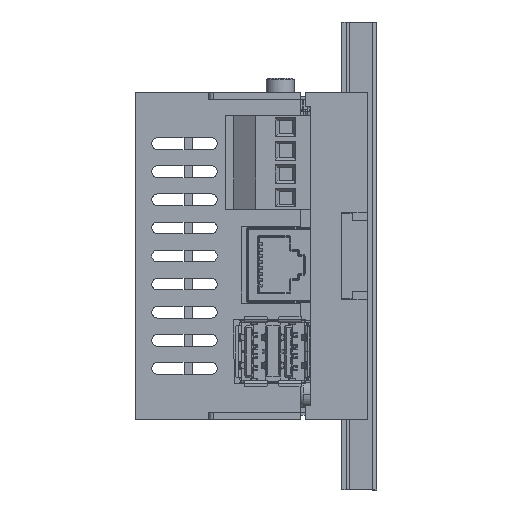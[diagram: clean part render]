
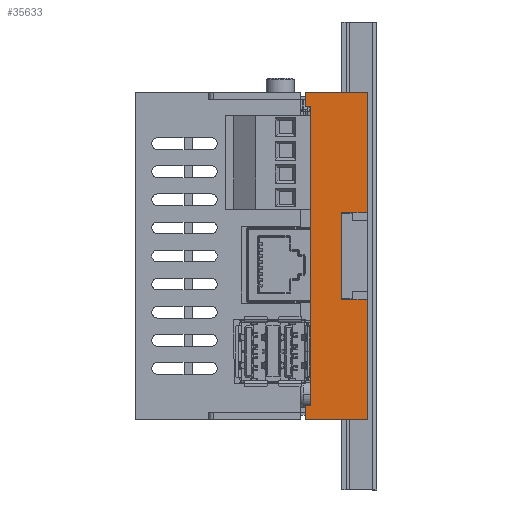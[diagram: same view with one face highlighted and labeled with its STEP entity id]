
A CAD part, left-side view. The second image highlights one B-rep face of the part: STEP entity #35633.
In plain terms, the highlighted face is planar.
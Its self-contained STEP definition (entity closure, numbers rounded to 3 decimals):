
#494 = LINE ( 'NONE', #133023, #6705 ) ;
#3758 = DIRECTION ( 'NONE',  ( 0., -1., 0. ) ) ;
#5208 = VERTEX_POINT ( 'NONE', #134059 ) ;
#6705 = VECTOR ( 'NONE', #39483, 1000. ) ;
#9755 = ORIENTED_EDGE ( 'NONE', *, *, #158403, .F. ) ;
#10669 = CARTESIAN_POINT ( 'NONE',  ( -35., -6.25, -55. ) ) ;
#17008 = VERTEX_POINT ( 'NONE', #38218 ) ;
#19046 = CARTESIAN_POINT ( 'NONE',  ( 35., -6.25, -55. ) ) ;
#21054 = CARTESIAN_POINT ( 'NONE',  ( 35., -6.25, -55. ) ) ;
#21366 = ORIENTED_EDGE ( 'NONE', *, *, #76234, .F. ) ;
#22693 = VECTOR ( 'NONE', #109163, 1000. ) ;
#23466 = PLANE ( 'NONE',  #43352 ) ;
#23720 = VERTEX_POINT ( 'NONE', #71448 ) ;
#29083 = VECTOR ( 'NONE', #123368, 1000. ) ;
#30965 = VECTOR ( 'NONE', #133704, 1000. ) ;
#31656 = ORIENTED_EDGE ( 'NONE', *, *, #166628, .F. ) ;
#33000 = DIRECTION ( 'NONE',  ( 1., 0., 0. ) ) ;
#33592 = DIRECTION ( 'NONE',  ( 1., 0., 0. ) ) ;
#34048 = CARTESIAN_POINT ( 'NONE',  ( -35., 7., -55. ) ) ;
#34871 = CARTESIAN_POINT ( 'NONE',  ( 35., 7., -55. ) ) ;
#35633 = ADVANCED_FACE ( 'NONE', ( #38083 ), #23466, .F. ) ;
#38083 = FACE_OUTER_BOUND ( 'NONE', #123407, .T. ) ;
#38218 = CARTESIAN_POINT ( 'NONE',  ( -9.25, 7., -55. ) ) ;
#39483 = DIRECTION ( 'NONE',  ( 0., -1., 0. ) ) ;
#41169 = CARTESIAN_POINT ( 'NONE',  ( -35., 7., -55. ) ) ;
#42536 = CARTESIAN_POINT ( 'NONE',  ( -35., 7., -55. ) ) ;
#42632 = VECTOR ( 'NONE', #78379, 1000. ) ;
#43352 = AXIS2_PLACEMENT_3D ( 'NONE', #156692, #87824, #155011 ) ;
#44565 = LINE ( 'NONE', #100207, #84317 ) ;
#49015 = CARTESIAN_POINT ( 'NONE',  ( 9.25, 1.5, -55. ) ) ;
#52954 = ORIENTED_EDGE ( 'NONE', *, *, #165513, .T. ) ;
#56032 = LINE ( 'NONE', #42536, #22693 ) ;
#59625 = VECTOR ( 'NONE', #33000, 1000. ) ;
#66273 = ORIENTED_EDGE ( 'NONE', *, *, #97913, .T. ) ;
#67343 = CARTESIAN_POINT ( 'NONE',  ( 35., -6.25, -55. ) ) ;
#67439 = ORIENTED_EDGE ( 'NONE', *, *, #126981, .F. ) ;
#67830 = CARTESIAN_POINT ( 'NONE',  ( -32., -5.1, -55. ) ) ;
#69965 = VECTOR ( 'NONE', #3758, 1000. ) ;
#71448 = CARTESIAN_POINT ( 'NONE',  ( 9.25, 1.5, -55. ) ) ;
#73879 = VECTOR ( 'NONE', #139854, 1000. ) ;
#76234 = EDGE_CURVE ( 'NONE', #120633, #173036, #88051, .T. ) ;
#78379 = DIRECTION ( 'NONE',  ( 0., -1., 0. ) ) ;
#81842 = CARTESIAN_POINT ( 'NONE',  ( 35., 7., -55. ) ) ;
#82522 = VERTEX_POINT ( 'NONE', #149987 ) ;
#84317 = VECTOR ( 'NONE', #33592, 1000. ) ;
#87824 = DIRECTION ( 'NONE',  ( 0., 0., 1. ) ) ;
#88051 = LINE ( 'NONE', #67343, #148705 ) ;
#90056 = EDGE_CURVE ( 'NONE', #147179, #90465, #494, .T. ) ;
#90465 = VERTEX_POINT ( 'NONE', #114790 ) ;
#91110 = VECTOR ( 'NONE', #114115, 1000. ) ;
#91432 = DIRECTION ( 'NONE',  ( 1., 0., 0. ) ) ;
#91688 = LINE ( 'NONE', #49015, #30965 ) ;
#97869 = ORIENTED_EDGE ( 'NONE', *, *, #168895, .T. ) ;
#97913 = EDGE_CURVE ( 'NONE', #123952, #173036, #167149, .T. ) ;
#99149 = CARTESIAN_POINT ( 'NONE',  ( 32., -6.25, -55. ) ) ;
#100207 = CARTESIAN_POINT ( 'NONE',  ( -9.25, 1.5, -55. ) ) ;
#105989 = ORIENTED_EDGE ( 'NONE', *, *, #90056, .T. ) ;
#106882 = ORIENTED_EDGE ( 'NONE', *, *, #146066, .F. ) ;
#109163 = DIRECTION ( 'NONE',  ( 0., -1., 0. ) ) ;
#110454 = CARTESIAN_POINT ( 'NONE',  ( 9.25, 7., -55. ) ) ;
#113454 = LINE ( 'NONE', #34048, #73879 ) ;
#114115 = DIRECTION ( 'NONE',  ( -1., 0., 0. ) ) ;
#114790 = CARTESIAN_POINT ( 'NONE',  ( -32., -6.25, -55. ) ) ;
#117332 = EDGE_CURVE ( 'NONE', #158493, #90465, #162084, .T. ) ;
#117644 = ORIENTED_EDGE ( 'NONE', *, *, #147072, .F. ) ;
#118853 = EDGE_CURVE ( 'NONE', #82522, #23720, #44565, .T. ) ;
#120633 = VERTEX_POINT ( 'NONE', #99149 ) ;
#121147 = DIRECTION ( 'NONE',  ( 1., 0., 0. ) ) ;
#123078 = VERTEX_POINT ( 'NONE', #110454 ) ;
#123368 = DIRECTION ( 'NONE',  ( 0., -1., 0. ) ) ;
#123407 = EDGE_LOOP ( 'NONE', ( #21366, #106882, #31656, #105989, #127228, #67439, #117644, #52954, #135264, #97869, #9755, #66273 ) ) ;
#123952 = VERTEX_POINT ( 'NONE', #34871 ) ;
#124236 = VERTEX_POINT ( 'NONE', #41169 ) ;
#124676 = CARTESIAN_POINT ( 'NONE',  ( 32., -5.1, -55. ) ) ;
#126051 = LINE ( 'NONE', #169802, #155217 ) ;
#126981 = EDGE_CURVE ( 'NONE', #124236, #158493, #56032, .T. ) ;
#127228 = ORIENTED_EDGE ( 'NONE', *, *, #117332, .F. ) ;
#130850 = LINE ( 'NONE', #167910, #91110 ) ;
#131591 = CARTESIAN_POINT ( 'NONE',  ( -9.25, 1.5, -55. ) ) ;
#133023 = CARTESIAN_POINT ( 'NONE',  ( -32., -5.1, -55. ) ) ;
#133704 = DIRECTION ( 'NONE',  ( 0., 1., 0. ) ) ;
#134059 = CARTESIAN_POINT ( 'NONE',  ( 32., -5.1, -55. ) ) ;
#135264 = ORIENTED_EDGE ( 'NONE', *, *, #118853, .T. ) ;
#139854 = DIRECTION ( 'NONE',  ( -1., 0., 0. ) ) ;
#146066 = EDGE_CURVE ( 'NONE', #5208, #120633, #162069, .T. ) ;
#147072 = EDGE_CURVE ( 'NONE', #17008, #124236, #113454, .T. ) ;
#147179 = VERTEX_POINT ( 'NONE', #67830 ) ;
#147284 = LINE ( 'NONE', #131591, #42632 ) ;
#148705 = VECTOR ( 'NONE', #121147, 1000. ) ;
#149987 = CARTESIAN_POINT ( 'NONE',  ( -9.25, 1.5, -55. ) ) ;
#155011 = DIRECTION ( 'NONE',  ( 1., 0., 0. ) ) ;
#155217 = VECTOR ( 'NONE', #91432, 1000. ) ;
#156692 = CARTESIAN_POINT ( 'NONE',  ( -35., 7., -55. ) ) ;
#158403 = EDGE_CURVE ( 'NONE', #123952, #123078, #130850, .T. ) ;
#158493 = VERTEX_POINT ( 'NONE', #10669 ) ;
#162069 = LINE ( 'NONE', #124676, #69965 ) ;
#162084 = LINE ( 'NONE', #19046, #59625 ) ;
#165513 = EDGE_CURVE ( 'NONE', #17008, #82522, #147284, .T. ) ;
#166628 = EDGE_CURVE ( 'NONE', #147179, #5208, #126051, .T. ) ;
#167149 = LINE ( 'NONE', #81842, #29083 ) ;
#167910 = CARTESIAN_POINT ( 'NONE',  ( -35., 7., -55. ) ) ;
#168895 = EDGE_CURVE ( 'NONE', #23720, #123078, #91688, .T. ) ;
#169802 = CARTESIAN_POINT ( 'NONE',  ( 32., -5.1, -55. ) ) ;
#173036 = VERTEX_POINT ( 'NONE', #21054 ) ;
